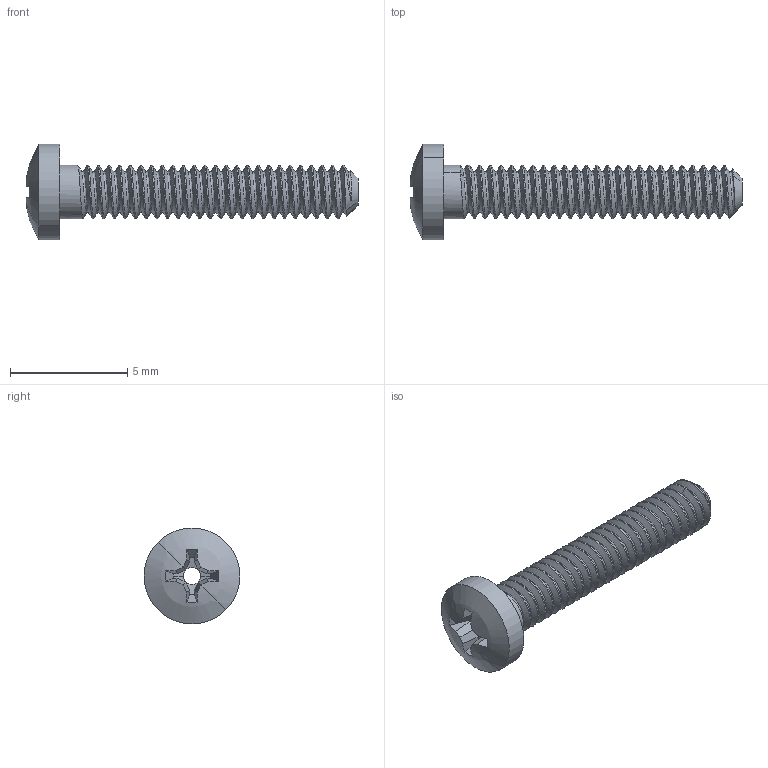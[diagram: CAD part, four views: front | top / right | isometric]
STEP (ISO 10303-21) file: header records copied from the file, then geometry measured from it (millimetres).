
FILE_DESCRIPTION((''),'2;1');
FILE_NAME('001_PAN_HEAD_INCH_ASM','2023-11-15T',('SYSTEM'),(''),'PRO/ENGINEER BY PARAMETRIC TECHNOLOGY CORPORATION, 2016360','PRO/ENGINEER BY PARAMETRIC TECHNOLOGY CORPORATION, 2016360','');
FILE_SCHEMA(('AUTOMOTIVE_DESIGN { 1 0 10303 214 1 1 1 1 }'));
Length unit declared in the file: inch
Products named in the file (2): P-C086_AF0; 001_PAN_HEAD_INCH_ASM
Assembly tree (1 placements, depth 2):
  001_PAN_HEAD_INCH_ASM
    P-C086_AF0
Bounding box: 14.14 x 4.07 x 4.07 mm (x, y, z)
Volume: 49.1 mm3; surface area: 200.1 mm2
Topology: 1 solids, 1 shells, 106 faces, 292 edges, 188 vertices
Faces by surface type: cylinder 54, bspline 32, plane 14, cone 4, sphere 2
Entity records: 10041 total; most frequent: CARTESIAN_POINT 7538, ORIENTED_EDGE 584, DIRECTION 306, EDGE_CURVE 292, VERTEX_POINT 188, B_SPLINE_CURVE_WITH_KNOTS 170, COLOUR_RGB 110, EDGE_LOOP 108
